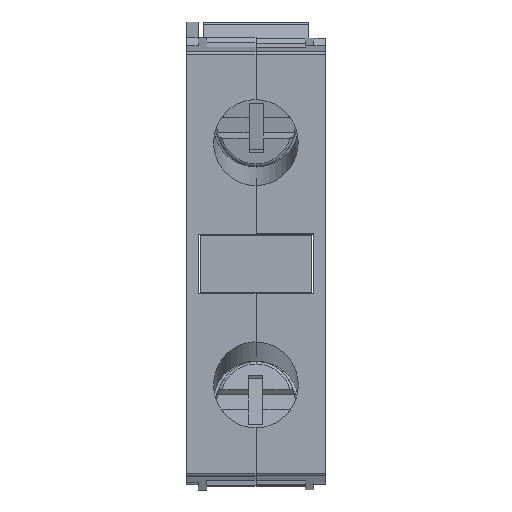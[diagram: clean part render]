
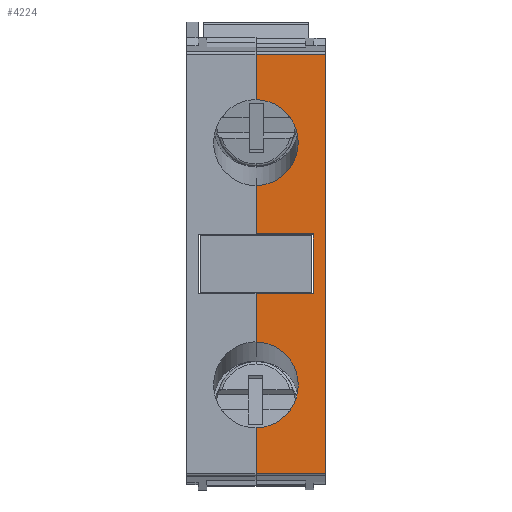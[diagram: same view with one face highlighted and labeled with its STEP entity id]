
A CAD part, top view. The second image highlights one B-rep face of the part: STEP entity #4224.
In plain terms, the highlighted planar face has unit normal (0, 0, 1).
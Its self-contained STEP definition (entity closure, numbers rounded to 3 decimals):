
#4224=ADVANCED_FACE('',(#11388),#11389,.F.);
#7106=VERTEX_POINT('',#14427);
#7110=VERTEX_POINT('',#14431);
#7112=EDGE_CURVE('',#7106,#7110,#14433,.T.);
#7120=VERTEX_POINT('',#14441);
#7130=VERTEX_POINT('',#14451);
#7134=EDGE_CURVE('',#7120,#7130,#14455,.T.);
#7138=VERTEX_POINT('',#14459);
#7142=VERTEX_POINT('',#14463);
#7144=EDGE_CURVE('',#7142,#7138,#14465,.T.);
#7156=VERTEX_POINT('',#14477);
#7158=EDGE_CURVE('',#7156,#7110,#14479,.T.);
#7212=VERTEX_POINT('',#14533);
#7222=VERTEX_POINT('',#14543);
#7226=EDGE_CURVE('',#7212,#7222,#14547,.T.);
#7294=VERTEX_POINT('',#14615);
#7298=EDGE_CURVE('',#7106,#7294,#14619,.T.);
#7318=VERTEX_POINT('',#14639);
#7322=VERTEX_POINT('',#14643);
#7324=EDGE_CURVE('',#7322,#7318,#14645,.T.);
#7478=EDGE_CURVE('',#7130,#7156,#14799,.T.);
#8052=EDGE_CURVE('',#7294,#7322,#15373,.T.);
#8814=EDGE_CURVE('',#7222,#7142,#16135,.T.);
#9068=VERTEX_POINT('',#16389);
#9072=VERTEX_POINT('',#16393);
#9076=EDGE_CURVE('',#9072,#9068,#16397,.T.);
#9078=EDGE_CURVE('',#9068,#7138,#16399,.T.);
#9080=VERTEX_POINT('',#16401);
#9082=EDGE_CURVE('',#9080,#9072,#16403,.T.);
#9084=VERTEX_POINT('',#16405);
#9086=EDGE_CURVE('',#9080,#9084,#16407,.T.);
#9088=EDGE_CURVE('',#7120,#9084,#16409,.T.);
#9090=EDGE_CURVE('',#7212,#7318,#16411,.T.);
#11388=FACE_OUTER_BOUND('',#18699,.T.);
#11389=PLANE('',#18700);
#14427=CARTESIAN_POINT('',(4.9,18.11,25.29));
#14431=CARTESIAN_POINT('',(4.9,21.531,25.29));
#14433=LINE('',#23169,#23170);
#14441=CARTESIAN_POINT('',(4.9,27.624,25.29));
#14451=CARTESIAN_POINT('',(4.9,27.614,25.29));
#14455=LINE('',#23203,#23204);
#14459=CARTESIAN_POINT('',(4.9,4.376,25.29));
#14463=CARTESIAN_POINT('',(4.9,4.386,25.29));
#14465=LINE('',#23217,#23218);
#14477=CARTESIAN_POINT('',(4.9,21.541,25.29));
#14479=LINE('',#23239,#23240);
#14533=CARTESIAN_POINT('',(4.9,10.469,25.29));
#14543=CARTESIAN_POINT('',(4.9,10.459,25.29));
#14547=LINE('',#23342,#23343);
#14615=CARTESIAN_POINT('',(8.96,18.11,25.29));
#14619=LINE('',#23450,#23451);
#14639=CARTESIAN_POINT('',(4.9,13.89,25.29));
#14643=CARTESIAN_POINT('',(8.96,13.89,25.29));
#14645=LINE('',#23490,#23491);
#14799=ELLIPSE('',#23730,3.036,2.99);
#15373=LINE('',#24595,#24596);
#16135=ELLIPSE('',#25762,3.036,2.99);
#16389=CARTESIAN_POINT('',(4.9,1.176,25.29));
#16393=CARTESIAN_POINT('',(9.8,1.176,25.29));
#16397=LINE('',#26175,#26176);
#16399=LINE('',#26179,#26180);
#16401=CARTESIAN_POINT('',(9.8,30.824,25.29));
#16403=LINE('',#26185,#26186);
#16405=CARTESIAN_POINT('',(4.9,30.824,25.29));
#16407=LINE('',#26191,#26192);
#16409=LINE('',#26195,#26196);
#16411=LINE('',#26199,#26200);
#18699=EDGE_LOOP('',(#31958,#31959,#31960,#31961,#31962,#31963,#31964,#31965,#31966,#31967,#31968,#31969,#31970,#31971,#31972,#31973));
#18700=AXIS2_PLACEMENT_3D('',#31974,#31975,#31976);
#23169=CARTESIAN_POINT('',(4.9,0.088,25.29));
#23170=VECTOR('',#34496,1.0);
#23203=CARTESIAN_POINT('',(4.9,0.088,25.29));
#23204=VECTOR('',#34502,1.0);
#23217=CARTESIAN_POINT('',(4.9,0.088,25.29));
#23218=VECTOR('',#34504,1.0);
#23239=CARTESIAN_POINT('',(4.9,0.088,25.29));
#23240=VECTOR('',#34508,1.0);
#23342=CARTESIAN_POINT('',(4.9,0.088,25.29));
#23343=VECTOR('',#34528,1.0);
#23450=CARTESIAN_POINT('',(7.35,18.11,25.29));
#23451=VECTOR('',#34556,1.0);
#23490=CARTESIAN_POINT('',(7.35,13.89,25.29));
#23491=VECTOR('',#34563,1.0);
#23730=AXIS2_PLACEMENT_3D('',#34611,#34612,#34613);
#24595=CARTESIAN_POINT('',(8.96,8.588,25.29));
#24596=VECTOR('',#34849,1.0);
#25762=AXIS2_PLACEMENT_3D('',#35209,#35210,#35211);
#26175=CARTESIAN_POINT('',(9.8,1.176,25.29));
#26176=VECTOR('',#35312,1.0);
#26179=CARTESIAN_POINT('',(4.9,0.088,25.29));
#26180=VECTOR('',#35313,1.0);
#26185=CARTESIAN_POINT('',(9.8,8.689,25.29));
#26186=VECTOR('',#35314,1.0);
#26191=CARTESIAN_POINT('',(9.8,30.824,25.29));
#26192=VECTOR('',#35315,1.0);
#26195=CARTESIAN_POINT('',(4.9,0.088,25.29));
#26196=VECTOR('',#35316,1.0);
#26199=CARTESIAN_POINT('',(4.9,0.088,25.29));
#26200=VECTOR('',#35317,1.0);
#31958=ORIENTED_EDGE('',*,*,#7144,.T.);
#31959=ORIENTED_EDGE('',*,*,#9078,.F.);
#31960=ORIENTED_EDGE('',*,*,#9076,.F.);
#31961=ORIENTED_EDGE('',*,*,#9082,.F.);
#31962=ORIENTED_EDGE('',*,*,#9086,.T.);
#31963=ORIENTED_EDGE('',*,*,#9088,.F.);
#31964=ORIENTED_EDGE('',*,*,#7134,.T.);
#31965=ORIENTED_EDGE('',*,*,#7478,.T.);
#31966=ORIENTED_EDGE('',*,*,#7158,.T.);
#31967=ORIENTED_EDGE('',*,*,#7112,.F.);
#31968=ORIENTED_EDGE('',*,*,#7298,.T.);
#31969=ORIENTED_EDGE('',*,*,#8052,.T.);
#31970=ORIENTED_EDGE('',*,*,#7324,.T.);
#31971=ORIENTED_EDGE('',*,*,#9090,.F.);
#31972=ORIENTED_EDGE('',*,*,#7226,.T.);
#31973=ORIENTED_EDGE('',*,*,#8814,.T.);
#31974=CARTESIAN_POINT('',(9.8,1.176,25.29));
#31975=DIRECTION('',(0.0,0.0,-1.0));
#31976=DIRECTION('',(1.0,0.0,0.0));
#34496=DIRECTION('',(0.0,1.0,0.0));
#34502=DIRECTION('',(0.0,-1.0,0.0));
#34504=DIRECTION('',(0.0,-1.0,0.0));
#34508=DIRECTION('',(0.0,-1.0,0.0));
#34528=DIRECTION('',(0.0,-1.0,0.0));
#34556=DIRECTION('',(1.0,0.0,0.0));
#34563=DIRECTION('',(-1.0,0.0,0.0));
#34611=CARTESIAN_POINT('',(4.9,24.577,25.29));
#34612=DIRECTION('',(0.0,0.0,-1.0));
#34613=DIRECTION('',(0.0,-1.0,0.0));
#34849=DIRECTION('',(0.0,-1.0,-0.0));
#35209=CARTESIAN_POINT('',(4.9,7.423,25.29));
#35210=DIRECTION('',(0.0,0.0,-1.0));
#35211=DIRECTION('',(0.0,-1.0,0.0));
#35312=DIRECTION('',(-1.0,0.0,0.0));
#35313=DIRECTION('',(0.0,1.0,0.0));
#35314=DIRECTION('',(0.0,-1.0,-0.0));
#35315=DIRECTION('',(-1.0,0.0,0.0));
#35316=DIRECTION('',(0.0,1.0,0.0));
#35317=DIRECTION('',(0.0,1.0,0.0));
